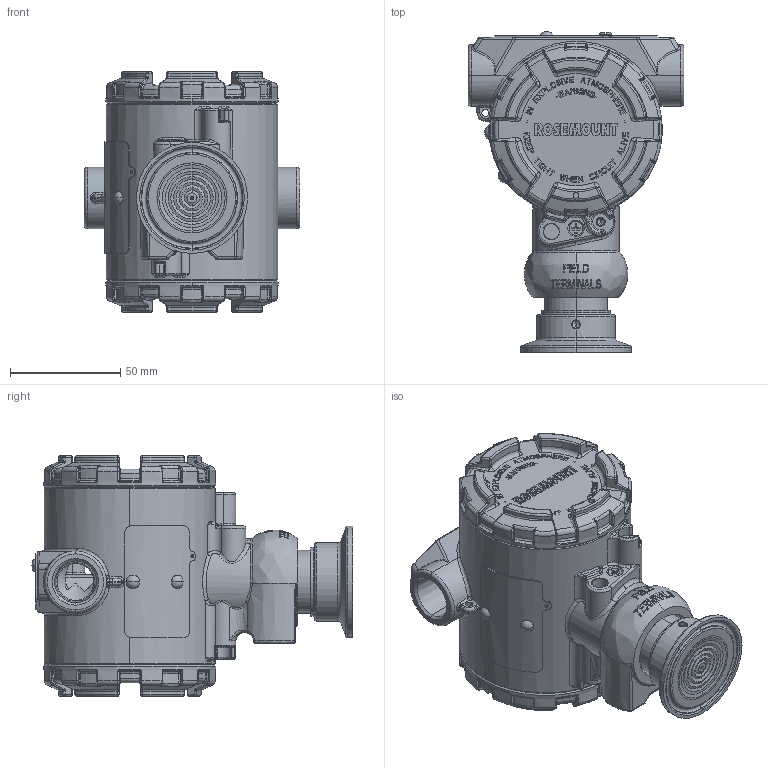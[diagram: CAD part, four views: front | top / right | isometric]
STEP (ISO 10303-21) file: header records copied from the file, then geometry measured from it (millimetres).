
FILE_DESCRIPTION((''),'2;1');
FILE_NAME('GC-2090F-1E_SW0001','2013-06-21T',('johnarm'),('Rosemount Measurement Division'),'PRO/ENGINEER BY PARAMETRIC TECHNOLOGY CORPORATION, 2010180','PRO/ENGINEER BY PARAMETRIC TECHNOLOGY CORPORATION, 2010180','');
FILE_SCHEMA(('CONFIG_CONTROL_DESIGN'));
Length unit declared in the file: inch
Products named in the file (1): GC-2090F-1E_SW0001
Bounding box: 97.79 x 145.62 x 108.97 mm (x, y, z)
Surface area: 106390.1 mm2 (no closed solid volume)
Topology: 0 solids, 40 shells, 2614 faces, 8438 edges, 5817 vertices
Faces by surface type: plane 797, bspline 745, cylinder 517, torus 309, cone 175, sphere 71
Entity records: 124642 total; most frequent: CARTESIAN_POINT 57498, ORIENTED_EDGE 14427, DIRECTION 11861, EDGE_CURVE 8360, VERTEX_POINT 5817, VECTOR 4337, LINE 4337, AXIS2_PLACEMENT_3D 3762
